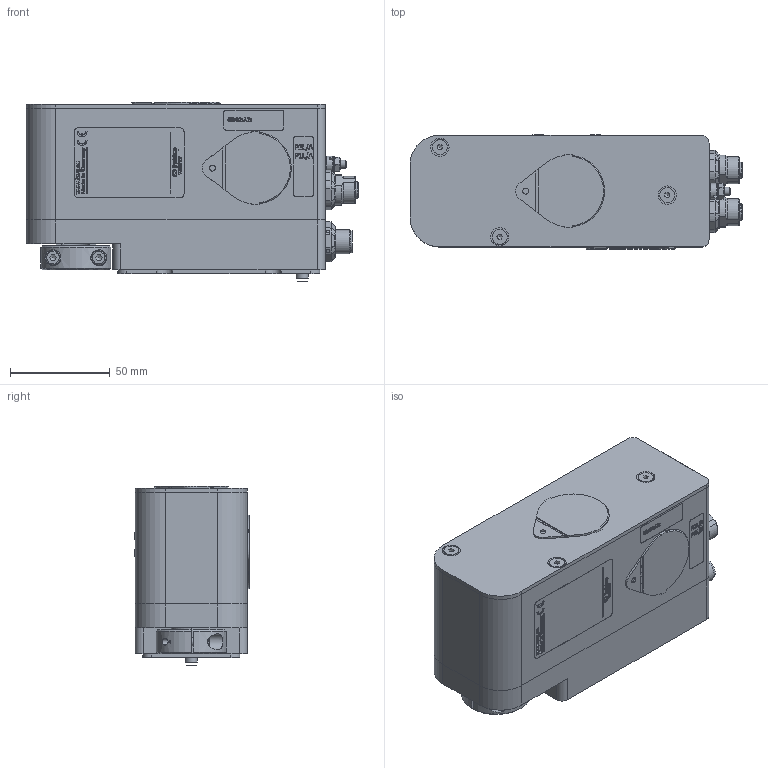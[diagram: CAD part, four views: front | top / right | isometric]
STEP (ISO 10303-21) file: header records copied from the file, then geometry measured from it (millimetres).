
FILE_DESCRIPTION(/* description */ (''),/* implementation_level */ '2;1');
FILE_NAME(/* name */ '7300.013503B.stp',/* time_stamp */ '2022-08-08T13:05:53+02:00',/* author */ ('ohaid'),/* organization */ (''),/* preprocessor_version */ 'ST-DEVELOPER v18.1',/* originating_system */ 'Autodesk Inventor 2021',/* authorisation */ '');
FILE_SCHEMA (('AUTOMOTIVE_DESIGN { 1 0 10303 214 3 1 1 }'));
Products named in the file (1): ENG-111138.013503_Shrinkwrap_1
Bounding box: 166.5 x 57.2 x 90 mm (x, y, z)
Volume: 193226.1 mm3; surface area: 170797.1 mm2
Topology: 38 solids, 38 shells, 3553 faces, 9271 edges, 6074 vertices
Faces by surface type: plane 2195, cylinder 621, bspline 482, cone 171, torus 48, sphere 36
Full cylindrical faces by diameter (mm): 1 x13, 1.1 x8, 1.2 x2, 1.6 x9, 2 x2, 2.459 x1, 2.621 x7, 2.96 x2, 3 x10, 3.2 x4, 3.242 x4, 3.4 x4, 3.459 x5, 4 x8, 4.1 x1, 4.2 x2, 4.3 x2, 4.5 x6, 4.87 x2, 5.4 x1, 5.9 x1, 6 x5, 6.8 x1, 7 x3, 7.5 x2, 7.53 x3, 8 x6, 8.2 x1, 9 x1, 10 x1
Entity records: 116121 total; most frequent: CARTESIAN_POINT 27308, ORIENTED_EDGE 18438, DIRECTION 16012, EDGE_CURVE 9219, VERTEX_POINT 6074, LINE 6056, VECTOR 6056, AXIS2_PLACEMENT_3D 4978
